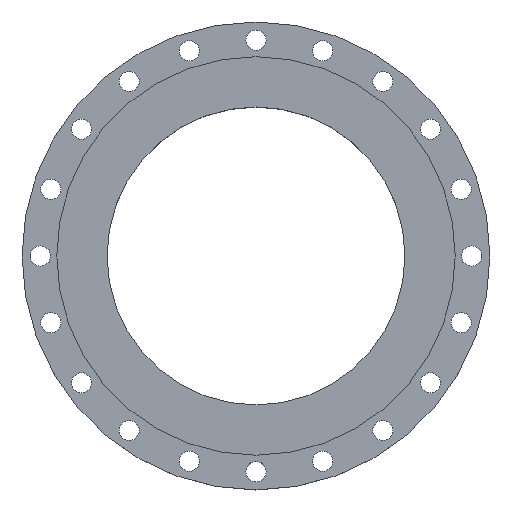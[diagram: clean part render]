
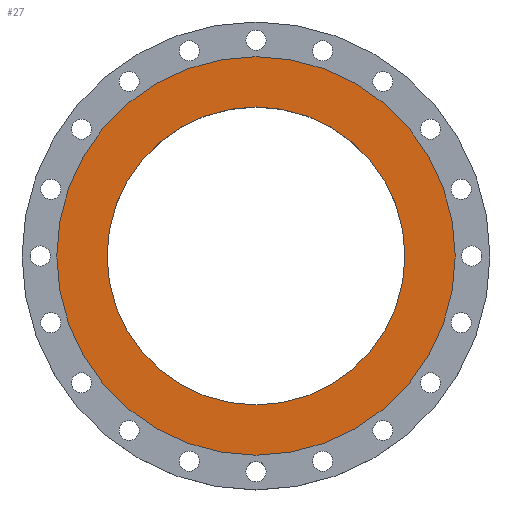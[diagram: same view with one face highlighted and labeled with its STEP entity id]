
A CAD part, top view. The second image highlights one B-rep face of the part: STEP entity #27.
In plain terms, the highlighted planar face has unit normal (0, 0, 1).
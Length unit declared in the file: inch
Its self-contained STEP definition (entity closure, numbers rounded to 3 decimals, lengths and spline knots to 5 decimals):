
#27 = ADVANCED_FACE ( 'NONE', ( #1472, #2088 ), #647, .F. ) ;
#119 = ORIENTED_EDGE ( 'NONE', *, *, #1049, .F. ) ;
#129 = CARTESIAN_POINT ( 'NONE',  ( 0., 0., 0. ) ) ;
#158 = DIRECTION ( 'NONE',  ( 0., 0., 1. ) ) ;
#209 = EDGE_LOOP ( 'NONE', ( #661, #582 ) ) ;
#220 = VERTEX_POINT ( 'NONE', #877 ) ;
#262 = AXIS2_PLACEMENT_3D ( 'NONE', #1329, #484, #1289 ) ;
#301 = CIRCLE ( 'NONE', #1318, 10.1875 ) ;
#388 = EDGE_CURVE ( 'NONE', #220, #455, #1447, .T. ) ;
#455 = VERTEX_POINT ( 'NONE', #1335 ) ;
#458 = AXIS2_PLACEMENT_3D ( 'NONE', #875, #1855, #1084 ) ;
#484 = DIRECTION ( 'NONE',  ( 0., 0., -1. ) ) ;
#582 = ORIENTED_EDGE ( 'NONE', *, *, #1985, .T. ) ;
#647 = PLANE ( 'NONE',  #262 ) ;
#661 = ORIENTED_EDGE ( 'NONE', *, *, #1103, .T. ) ;
#788 = DIRECTION ( 'NONE',  ( 1., 0., 0. ) ) ;
#875 = CARTESIAN_POINT ( 'NONE',  ( 0., 0., 0. ) ) ;
#877 = CARTESIAN_POINT ( 'NONE',  ( 10.1875, 0., 0. ) ) ;
#1049 = EDGE_CURVE ( 'NONE', #455, #220, #301, .T. ) ;
#1084 = DIRECTION ( 'NONE',  ( 1., 0., 0. ) ) ;
#1103 = EDGE_CURVE ( 'NONE', #1365, #1531, #1419, .T. ) ;
#1115 = CARTESIAN_POINT ( 'NONE',  ( 0., 0., 0. ) ) ;
#1137 = ORIENTED_EDGE ( 'NONE', *, *, #388, .F. ) ;
#1195 = CARTESIAN_POINT ( 'NONE',  ( 13.625, 0., 0. ) ) ;
#1258 = CARTESIAN_POINT ( 'NONE',  ( -13.625, 0., 0. ) ) ;
#1289 = DIRECTION ( 'NONE',  ( -1., 0., 0. ) ) ;
#1318 = AXIS2_PLACEMENT_3D ( 'NONE', #129, #1725, #2085 ) ;
#1329 = CARTESIAN_POINT ( 'NONE',  ( 0., 10.1875, 0. ) ) ;
#1335 = CARTESIAN_POINT ( 'NONE',  ( -10.1875, 0., 0. ) ) ;
#1365 = VERTEX_POINT ( 'NONE', #1195 ) ;
#1378 = CIRCLE ( 'NONE', #458, 13.625 ) ;
#1419 = CIRCLE ( 'NONE', #1450, 13.625 ) ;
#1447 = CIRCLE ( 'NONE', #1951, 10.1875 ) ;
#1450 = AXIS2_PLACEMENT_3D ( 'NONE', #1115, #158, #788 ) ;
#1472 = FACE_BOUND ( 'NONE', #1971, .T. ) ;
#1531 = VERTEX_POINT ( 'NONE', #1258 ) ;
#1725 = DIRECTION ( 'NONE',  ( 0., 0., 1. ) ) ;
#1762 = DIRECTION ( 'NONE',  ( 0., 0., 1. ) ) ;
#1855 = DIRECTION ( 'NONE',  ( 0., 0., 1. ) ) ;
#1917 = CARTESIAN_POINT ( 'NONE',  ( 0., 0., 0. ) ) ;
#1951 = AXIS2_PLACEMENT_3D ( 'NONE', #1917, #1762, #2083 ) ;
#1971 = EDGE_LOOP ( 'NONE', ( #1137, #119 ) ) ;
#1985 = EDGE_CURVE ( 'NONE', #1531, #1365, #1378, .T. ) ;
#2083 = DIRECTION ( 'NONE',  ( 1., 0., 0. ) ) ;
#2085 = DIRECTION ( 'NONE',  ( 1., 0., 0. ) ) ;
#2088 = FACE_OUTER_BOUND ( 'NONE', #209, .T. ) ;
